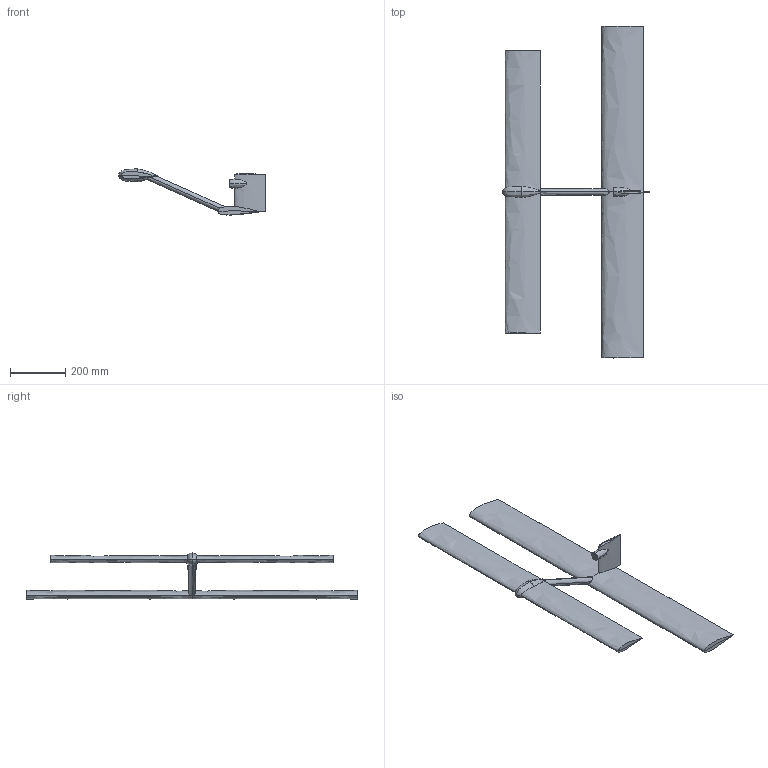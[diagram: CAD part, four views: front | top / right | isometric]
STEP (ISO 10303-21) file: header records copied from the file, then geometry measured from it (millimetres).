
FILE_DESCRIPTION((''),'1');
FILE_NAME('outfile.stp','2020-08-24T14:33:08',(''),(''),'','','');
FILE_SCHEMA(('CONFIG_CONTROL_DESIGN'));
Length unit declared in the file: metre
Bounding box: 532.8 x 1200 x 166.87 mm (x, y, z)
Volume: 114474.4 mm3; surface area: 719668.6 mm2
Topology: 1 solids, 1 shells, 45 faces, 116 edges, 55 vertices
Faces by surface type: bspline 31, plane 14
Entity records: 16096 total; most frequent: CARTESIAN_POINT 14818, VERTEX_POINT 373, ORIENTED_EDGE 210, B_SPLINE_CURVE_WITH_KNOTS 191, EDGE_CURVE 191, EDGE_LOOP 45, FACE_OUTER_BOUND 45, ADVANCED_FACE 45
